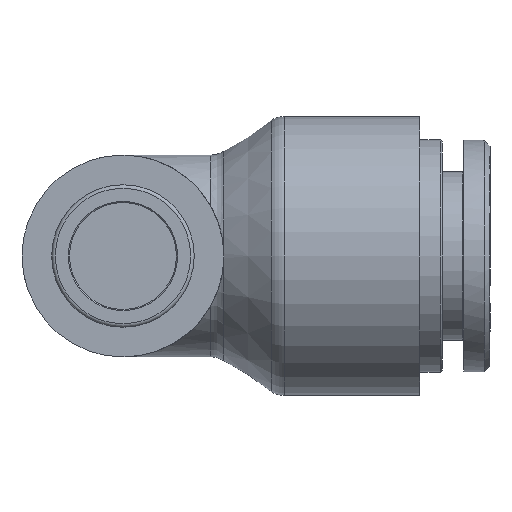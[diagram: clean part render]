
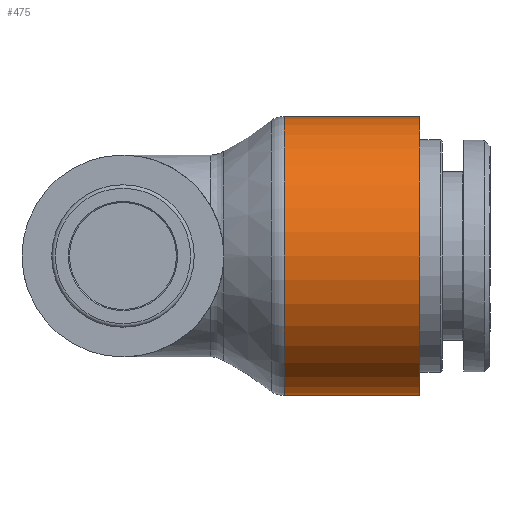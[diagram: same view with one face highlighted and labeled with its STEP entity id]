
A CAD part, front view. The second image highlights one B-rep face of the part: STEP entity #475.
In plain terms, the highlighted cylindrical face has radius 11.75 mm (diameter 23.5 mm), a full revolution.
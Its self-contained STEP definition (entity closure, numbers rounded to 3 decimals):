
#444=CARTESIAN_POINT('',(13.593,11.75,0.));
#445=VERTEX_POINT('',#444);
#446=CARTESIAN_POINT('',(13.593,0.,0.0));
#447=DIRECTION('',(-1.0,0.0,0.0));
#448=DIRECTION('',(0.0,-1.0,0.0));
#449=AXIS2_PLACEMENT_3D('',#446,#447,#448);
#450=CIRCLE('',#449,11.75);
#451=EDGE_CURVE('',#445,#445,#450,.T.);
#456=CARTESIAN_POINT('',(19.0,0.,0.0));
#457=DIRECTION('',(1.0,0.,0.0));
#458=DIRECTION('',(0.0,1.0,0.0));
#459=AXIS2_PLACEMENT_3D('',#456,#457,#458);
#460=CYLINDRICAL_SURFACE('',#459,11.75);
#461=CARTESIAN_POINT('',(25.0,11.75,0.0));
#462=VERTEX_POINT('',#461);
#463=CARTESIAN_POINT('',(25.0,0.,0.0));
#464=DIRECTION('',(1.0,0.0,0.0));
#465=DIRECTION('',(0.0,1.0,0.0));
#466=AXIS2_PLACEMENT_3D('',#463,#464,#465);
#467=CIRCLE('',#466,11.75);
#468=EDGE_CURVE('',#462,#462,#467,.T.);
#469=ORIENTED_EDGE('',*,*,#468,.F.);
#470=EDGE_LOOP('',(#469));
#471=FACE_OUTER_BOUND('',#470,.T.);
#472=ORIENTED_EDGE('',*,*,#451,.F.);
#473=EDGE_LOOP('',(#472));
#474=FACE_BOUND('',#473,.T.);
#475=ADVANCED_FACE('',(#471,#474),#460,.T.);
